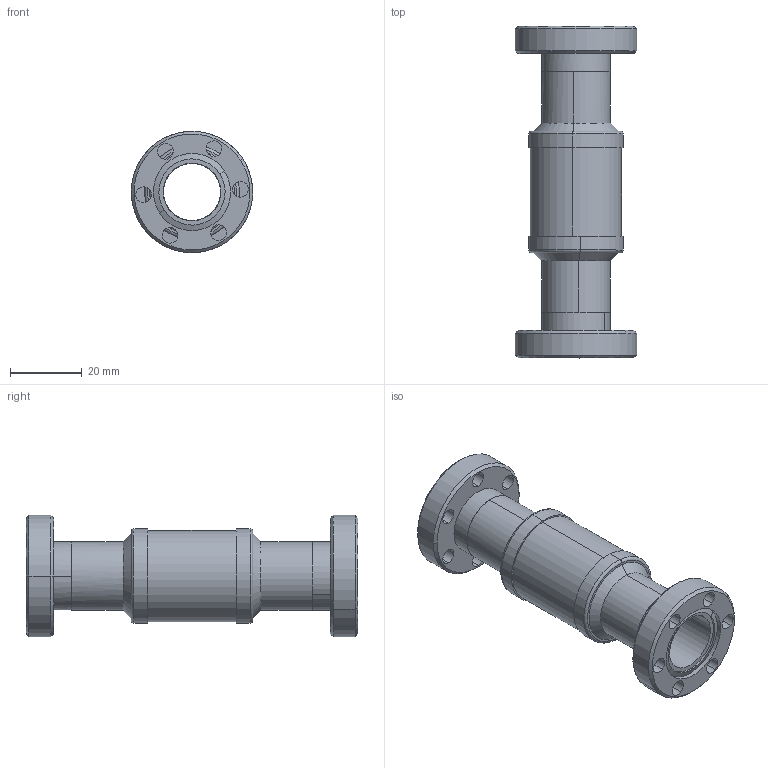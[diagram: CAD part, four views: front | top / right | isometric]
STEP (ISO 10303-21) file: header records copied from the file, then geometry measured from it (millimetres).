
FILE_DESCRIPTION (( 'STEP AP203' ), '1' );
FILE_NAME ('A0585-1-CF.STEP', '2019-10-08T20:01:24', ( '' ), ( '' ), 'SwSTEP 2.0', 'SolidWorks 2019', '' );
FILE_SCHEMA (( 'CONFIG_CONTROL_DESIGN' ));
Length unit declared in the file: inch
Products named in the file (1): A0585-1-CF
Bounding box: 33.78 x 92.2 x 33.78 mm (x, y, z)
Volume: 19593.9 mm3; surface area: 16455.5 mm2
Topology: 1 solids, 1 shells, 114 faces, 252 edges, 160 vertices
Faces by surface type: cylinder 72, plane 22, cone 16, torus 4
Entity records: 3339 total; most frequent: DIRECTION 646, CARTESIAN_POINT 527, ORIENTED_EDGE 504, AXIS2_PLACEMENT_3D 279, EDGE_CURVE 252, CIRCLE 164, VERTEX_POINT 160, EDGE_LOOP 160
